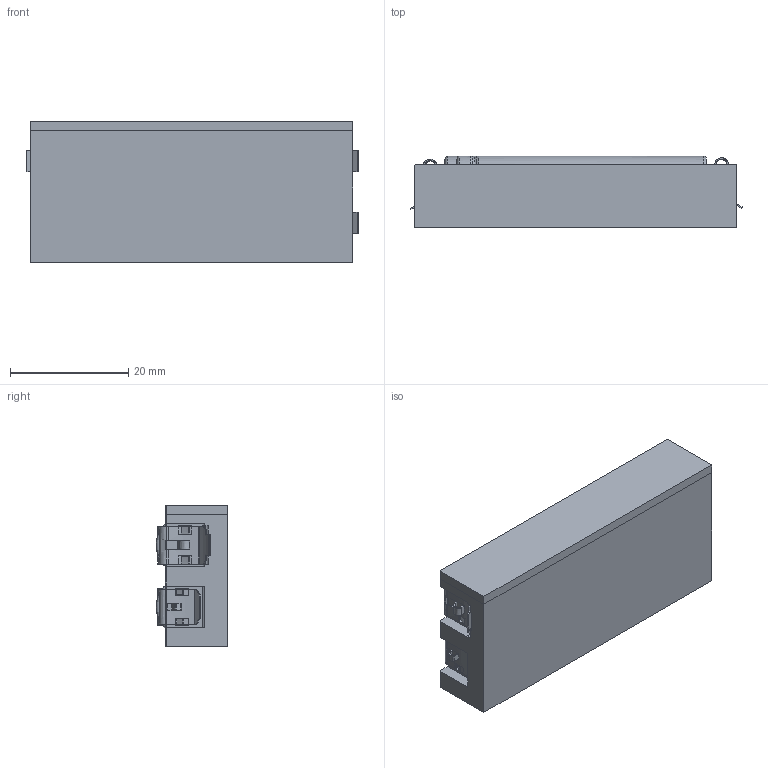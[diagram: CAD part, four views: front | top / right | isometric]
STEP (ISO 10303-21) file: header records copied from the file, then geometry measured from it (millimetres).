
FILE_DESCRIPTION(/* description */ (''),/* implementation_level */ '2;1');
FILE_NAME(/* name */ '2XAAAC~1',/* time_stamp */ '2017-01-10T17:58:06+01:00',/* author */ (''),/* organization */ (''),/* preprocessor_version */ 'ST-DEVELOPER v14',/* originating_system */ '',/* authorisation */ '');
FILE_SCHEMA (('AUTOMOTIVE_DESIGN'));
Length unit declared in the file: millimetre
Products named in the file (1): Document
Bounding box: 56.12 x 12.1 x 24 mm (x, y, z)
Volume: 5457.5 mm3; surface area: 9897.2 mm2
Topology: 4 solids, 10 shells, 749 faces, 1847 edges, 1092 vertices
Faces by surface type: bspline 577, plane 172
Entity records: 39149 total; most frequent: CARTESIAN_POINT 28498, ORIENTED_EDGE 3538, EDGE_CURVE 1775, VERTEX_POINT 1092, B_SPLINE_CURVE_WITH_KNOTS 984, EDGE_LOOP 811, ADVANCED_FACE 749, FACE_OUTER_BOUND 749
